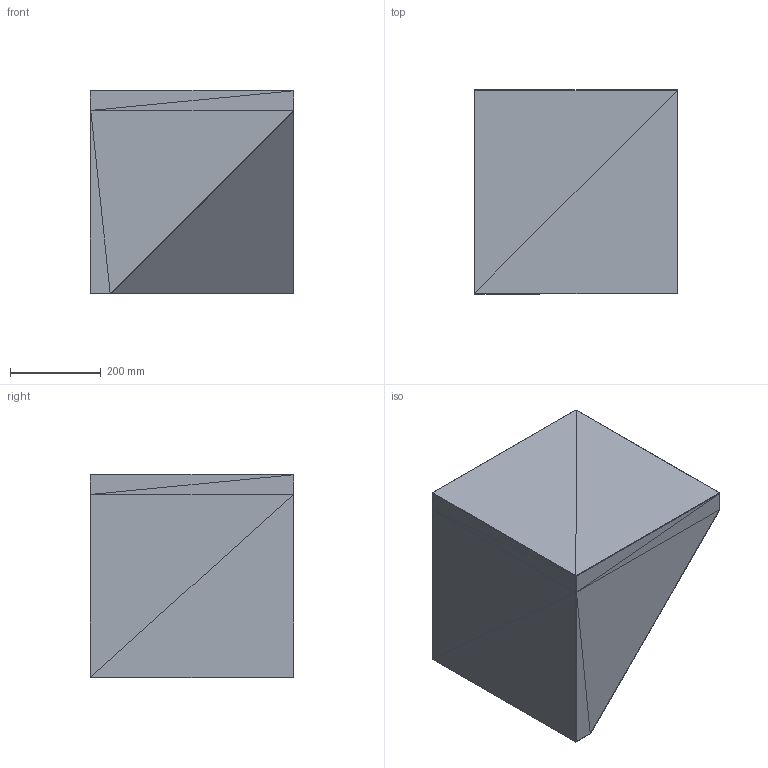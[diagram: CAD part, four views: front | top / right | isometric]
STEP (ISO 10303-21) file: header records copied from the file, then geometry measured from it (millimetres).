
FILE_DESCRIPTION(/* description */ (''),/* implementation_level */ '2;1');
FILE_NAME(/* name */ 'CLV01-A_UAP_CLEAVE_StoneA_3D',/* time_stamp */ '2018-01-23T13:03:06-05:00',/* author */ (''),/* organization */ (''),/* preprocessor_version */ 'ST-DEVELOPER v15',/* originating_system */ '',/* authorisation */ '');
FILE_SCHEMA (('AUTOMOTIVE_DESIGN'));
Length unit declared in the file: millimetre
Products named in the file (1): Document
Bounding box: 450 x 450 x 450 mm (x, y, z)
Volume: 80096922.6 mm3; surface area: 1108220.3 mm2
Topology: 1 solids, 1 shells, 154 faces, 231 edges, 79 vertices
Faces by surface type: bspline 85, plane 69
Entity records: 2743 total; most frequent: CARTESIAN_POINT 952, ORIENTED_EDGE 462, EDGE_CURVE 231, B_SPLINE_CURVE_WITH_KNOTS 231, ADVANCED_FACE 154, FACE_OUTER_BOUND 154, EDGE_LOOP 154, B_SPLINE_SURFACE_WITH_KNOTS 85
